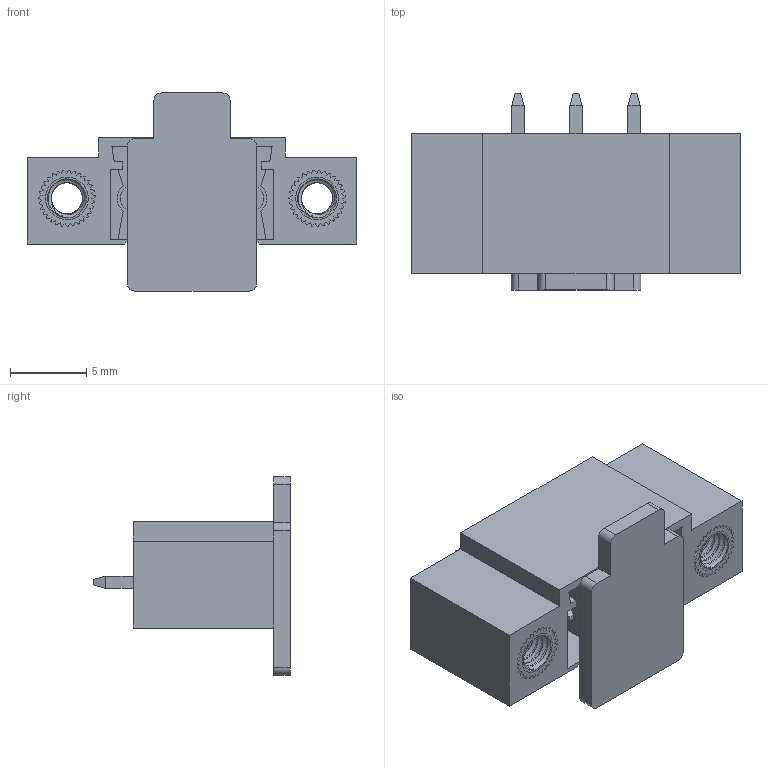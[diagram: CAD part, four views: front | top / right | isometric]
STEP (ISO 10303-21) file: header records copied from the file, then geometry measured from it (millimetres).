
FILE_DESCRIPTION(/* description */ ('Unknown'),/* implementation_level */ '2;1');
FILE_NAME(/* name */ '691701320003B',/* time_stamp */ '2024-12-12T15:19:43+01:00',/* author */ ('Unknown'),/* organization */ ('Unknown'),/* preprocessor_version */ 'ST-DEVELOPER v19.4',/* originating_system */ 'Solid Edge',/* authorisation */ 'Unknown');
FILE_SCHEMA (('AUTOMOTIVE_DESIGN {1 0 10303 214 3 1 1}'));
Length unit declared in the file: millimetre
Products named in the file (5): 6917013200xxB; 691701320003B; 6917013200xxB_Flange; 6917013200xxB_Pins; 6917013200xxB_CAP
Assembly tree (7 placements, depth 2):
  6917013200xxB
    691701320003B
    6917013200xxB_Flange  x2
    6917013200xxB_Pins  x3
    6917013200xxB_CAP
Bounding box: 21.62 x 12.9 x 13 mm (x, y, z)
Volume: 906.6 mm3; surface area: 2292.1 mm2
Topology: 7 solids, 7 shells, 497 faces, 1408 edges, 926 vertices
Faces by surface type: plane 398, cylinder 87, cone 6, bspline 6
Full cylindrical faces by diameter (mm): 1.25 x3, 1.8 x3, 2.8 x2
Entity records: 14023 total; most frequent: CARTESIAN_POINT 4255, ORIENTED_EDGE 2062, DIRECTION 1898, EDGE_CURVE 1031, LINE 886, VECTOR 886, VERTEX_POINT 684, AXIS2_PLACEMENT_3D 506
